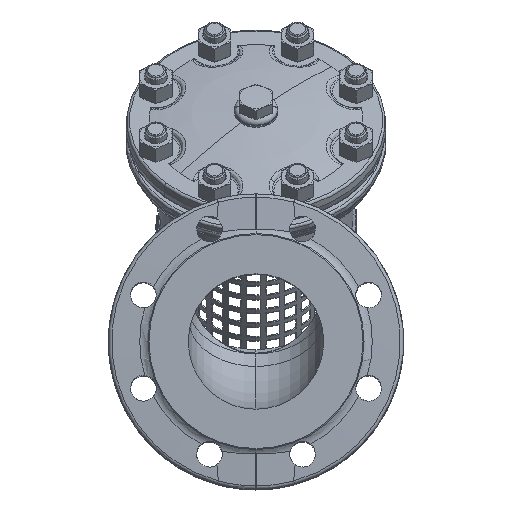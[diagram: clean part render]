
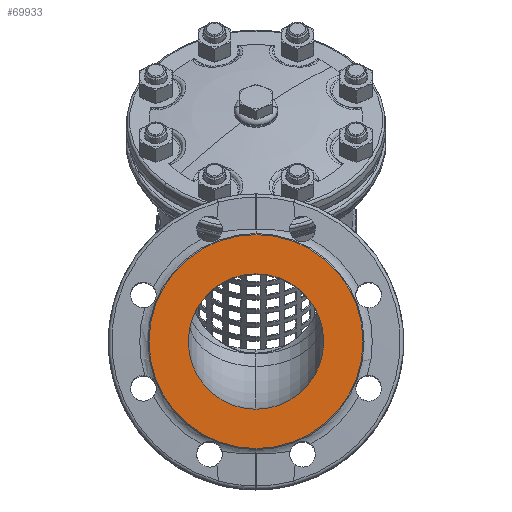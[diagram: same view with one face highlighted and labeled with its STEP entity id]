
A CAD part, top view. The second image highlights one B-rep face of the part: STEP entity #69933.
In plain terms, the highlighted planar face has unit normal (0, 0, 1).
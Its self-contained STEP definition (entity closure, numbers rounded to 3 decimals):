
#21462=CARTESIAN_POINT('',(0.,0.,175.));
#21463=DIRECTION('',(0.,0.,1.));
#21464=DIRECTION('',(0.,1.,0.));
#21465=AXIS2_PLACEMENT_3D('',#21462,#21463,#21464);
#21467=CARTESIAN_POINT('',(0.,0.,175.));
#21468=DIRECTION('',(0.,0.,1.));
#21469=DIRECTION('',(0.,-1.,0.));
#21470=AXIS2_PLACEMENT_3D('',#21467,#21468,#21469);
#21472=CARTESIAN_POINT('',(0.,0.,175.));
#21473=DIRECTION('',(0.,0.,-1.));
#21474=DIRECTION('',(0.,1.,0.));
#21475=AXIS2_PLACEMENT_3D('',#21472,#21473,#21474);
#21477=CARTESIAN_POINT('',(0.,0.,175.));
#21478=DIRECTION('',(0.,0.,-1.));
#21479=DIRECTION('',(0.,-1.,0.));
#21480=AXIS2_PLACEMENT_3D('',#21477,#21478,#21479);
#41342=CARTESIAN_POINT('',(0.,79.,175.));
#41343=CARTESIAN_POINT('',(0.,-79.,175.));
#41344=VERTEX_POINT('',#41342);
#41345=VERTEX_POINT('',#41343);
#41346=CARTESIAN_POINT('',(0.,50.,175.));
#41347=CARTESIAN_POINT('',(0.,-50.,175.));
#41348=VERTEX_POINT('',#41346);
#41349=VERTEX_POINT('',#41347);
#69917=CARTESIAN_POINT('',(0.,0.,175.));
#69918=DIRECTION('',(0.,0.,1.));
#69919=DIRECTION('',(0.,1.,0.));
#69920=AXIS2_PLACEMENT_3D('',#69917,#69918,#69919);
#69921=PLANE('',#69920);
#69922=ORIENTED_EDGE('',*,*,#69907,.F.);
#69924=ORIENTED_EDGE('',*,*,#69923,.F.);
#69925=EDGE_LOOP('',(#69922,#69924));
#69926=FACE_OUTER_BOUND('',#69925,.F.);
#69928=ORIENTED_EDGE('',*,*,#69927,.F.);
#69930=ORIENTED_EDGE('',*,*,#69929,.F.);
#69931=EDGE_LOOP('',(#69928,#69930));
#69932=FACE_BOUND('',#69931,.F.);
#69933=ADVANCED_FACE('',(#69926,#69932),#69921,.T.);
#21466=CIRCLE('',#21465,79.);
#21471=CIRCLE('',#21470,79.);
#21476=CIRCLE('',#21475,50.);
#21481=CIRCLE('',#21480,50.);
#69907=EDGE_CURVE('',#41344,#41345,#21466,.T.);
#69923=EDGE_CURVE('',#41345,#41344,#21471,.T.);
#69927=EDGE_CURVE('',#41348,#41349,#21476,.T.);
#69929=EDGE_CURVE('',#41349,#41348,#21481,.T.);
